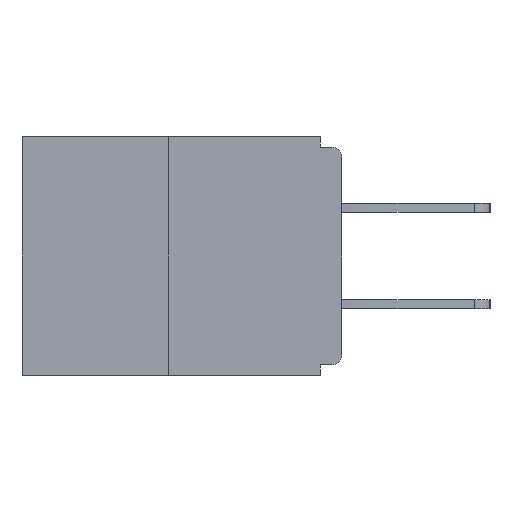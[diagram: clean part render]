
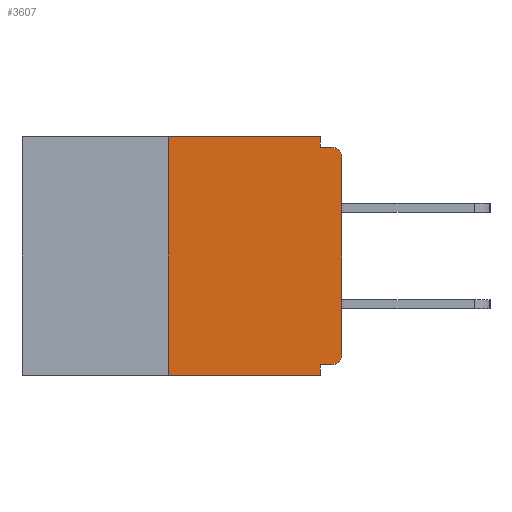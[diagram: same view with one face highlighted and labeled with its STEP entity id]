
A CAD part, left-side view. The second image highlights one B-rep face of the part: STEP entity #3607.
In plain terms, the highlighted planar face has unit normal (-1, 0, 0).
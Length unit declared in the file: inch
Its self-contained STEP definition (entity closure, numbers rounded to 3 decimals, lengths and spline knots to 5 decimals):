
#63 = CARTESIAN_POINT ( 'NONE',  ( 0., 0.031, 0. ) ) ;
#342 = DIRECTION ( 'NONE',  ( 0., 1., 0. ) ) ;
#743 = CARTESIAN_POINT ( 'NONE',  ( 0., 0.25, 0. ) ) ;
#816 = AXIS2_PLACEMENT_3D ( 'NONE', #22031, #13038, #15219 ) ;
#1429 = VECTOR ( 'NONE', #24251, 39.37008 ) ;
#2251 = ORIENTED_EDGE ( 'NONE', *, *, #21675, .F. ) ;
#2269 = CARTESIAN_POINT ( 'NONE',  ( 0., 0., -0.03 ) ) ;
#2352 = EDGE_CURVE ( 'NONE', #27711, #8115, #24897, .T. ) ;
#2548 = EDGE_CURVE ( 'NONE', #25526, #10065, #26740, .T. ) ;
#3607 = ADVANCED_FACE ( 'NONE', ( #27454 ), #22972, .F. ) ;
#3948 = ORIENTED_EDGE ( 'NONE', *, *, #2352, .T. ) ;
#4313 = CARTESIAN_POINT ( 'NONE',  ( 0., 0.015, -0.313 ) ) ;
#4584 = CARTESIAN_POINT ( 'NONE',  ( 0., 0., 0. ) ) ;
#5522 = DIRECTION ( 'NONE',  ( 0., 0., -1. ) ) ;
#5900 = CARTESIAN_POINT ( 'NONE',  ( 0., 0.031, -0.343 ) ) ;
#6195 = VECTOR ( 'NONE', #7795, 39.37008 ) ;
#6358 = EDGE_LOOP ( 'NONE', ( #2251, #20473, #19710, #7551, #27913, #3948, #17222, #21033, #15670, #24584 ) ) ;
#7551 = ORIENTED_EDGE ( 'NONE', *, *, #2548, .F. ) ;
#7795 = DIRECTION ( 'NONE',  ( 0., 0., -1. ) ) ;
#8115 = VERTEX_POINT ( 'NONE', #12027 ) ;
#8139 = CIRCLE ( 'NONE', #816, 0.015 ) ;
#8382 = EDGE_CURVE ( 'NONE', #27136, #14563, #27906, .T. ) ;
#8500 = CARTESIAN_POINT ( 'NONE',  ( 0., 0.031, -0.015 ) ) ;
#8687 = CARTESIAN_POINT ( 'NONE',  ( 0., 0.46, 0. ) ) ;
#9747 = VERTEX_POINT ( 'NONE', #2269 ) ;
#10065 = VERTEX_POINT ( 'NONE', #5900 ) ;
#10307 = LINE ( 'NONE', #4584, #12546 ) ;
#10514 = CARTESIAN_POINT ( 'NONE',  ( 0., 0.031, 0. ) ) ;
#10650 = CARTESIAN_POINT ( 'NONE',  ( 0., 0.031, -0.343 ) ) ;
#10798 = LINE ( 'NONE', #16690, #1429 ) ;
#11035 = VECTOR ( 'NONE', #26480, 39.37008 ) ;
#12027 = CARTESIAN_POINT ( 'NONE',  ( 0., 0., -0.313 ) ) ;
#12546 = VECTOR ( 'NONE', #21281, 39.37008 ) ;
#13038 = DIRECTION ( 'NONE',  ( -1., 0., 0. ) ) ;
#13332 = EDGE_CURVE ( 'NONE', #9747, #19305, #8139, .T. ) ;
#14149 = VECTOR ( 'NONE', #342, 39.37008 ) ;
#14563 = VERTEX_POINT ( 'NONE', #743 ) ;
#14751 = CARTESIAN_POINT ( 'NONE',  ( 0., 0., -0.015 ) ) ;
#14755 = LINE ( 'NONE', #10514, #6195 ) ;
#15219 = DIRECTION ( 'NONE',  ( 0., 0., -1. ) ) ;
#15670 = ORIENTED_EDGE ( 'NONE', *, *, #16478, .F. ) ;
#16004 = EDGE_CURVE ( 'NONE', #8115, #9747, #10307, .T. ) ;
#16475 = CARTESIAN_POINT ( 'NONE',  ( 0., 0.25, 0. ) ) ;
#16478 = EDGE_CURVE ( 'NONE', #21635, #19305, #17778, .T. ) ;
#16690 = CARTESIAN_POINT ( 'NONE',  ( 0., 0.46, 0. ) ) ;
#17037 = VECTOR ( 'NONE', #20971, 39.37008 ) ;
#17222 = ORIENTED_EDGE ( 'NONE', *, *, #16004, .T. ) ;
#17439 = LINE ( 'NONE', #25762, #20029 ) ;
#17468 = AXIS2_PLACEMENT_3D ( 'NONE', #4313, #30603, #30804 ) ;
#17778 = LINE ( 'NONE', #14751, #11035 ) ;
#18353 = DIRECTION ( 'NONE',  ( 0., -1., 0. ) ) ;
#19305 = VERTEX_POINT ( 'NONE', #27243 ) ;
#19334 = CARTESIAN_POINT ( 'NONE',  ( 0., 0., -0.328 ) ) ;
#19710 = ORIENTED_EDGE ( 'NONE', *, *, #22741, .T. ) ;
#19729 = EDGE_CURVE ( 'NONE', #27711, #25526, #26889, .T. ) ;
#20029 = VECTOR ( 'NONE', #18353, 39.37008 ) ;
#20473 = ORIENTED_EDGE ( 'NONE', *, *, #8382, .F. ) ;
#20853 = DIRECTION ( 'NONE',  ( 0., 0., -1. ) ) ;
#20971 = DIRECTION ( 'NONE',  ( 0., 0., 1. ) ) ;
#21033 = ORIENTED_EDGE ( 'NONE', *, *, #13332, .T. ) ;
#21074 = DIRECTION ( 'NONE',  ( 1., 0., 0. ) ) ;
#21281 = DIRECTION ( 'NONE',  ( 0., 0., 1. ) ) ;
#21635 = VERTEX_POINT ( 'NONE', #8500 ) ;
#21675 = EDGE_CURVE ( 'NONE', #14563, #30042, #10798, .T. ) ;
#21872 = VECTOR ( 'NONE', #5522, 39.37008 ) ;
#21903 = CARTESIAN_POINT ( 'NONE',  ( 0., 0.25, -0.343 ) ) ;
#22031 = CARTESIAN_POINT ( 'NONE',  ( 0., 0.015, -0.03 ) ) ;
#22741 = EDGE_CURVE ( 'NONE', #27136, #10065, #17439, .T. ) ;
#22972 = PLANE ( 'NONE',  #27730 ) ;
#24019 = EDGE_CURVE ( 'NONE', #30042, #21635, #14755, .T. ) ;
#24251 = DIRECTION ( 'NONE',  ( 0., -1., 0. ) ) ;
#24584 = ORIENTED_EDGE ( 'NONE', *, *, #24019, .F. ) ;
#24897 = CIRCLE ( 'NONE', #17468, 0.015 ) ;
#25135 = CARTESIAN_POINT ( 'NONE',  ( 0., 0.015, -0.328 ) ) ;
#25526 = VERTEX_POINT ( 'NONE', #30140 ) ;
#25762 = CARTESIAN_POINT ( 'NONE',  ( 0., 0.46, -0.343 ) ) ;
#26480 = DIRECTION ( 'NONE',  ( 0., -1., 0. ) ) ;
#26740 = LINE ( 'NONE', #10650, #21872 ) ;
#26889 = LINE ( 'NONE', #19334, #14149 ) ;
#27136 = VERTEX_POINT ( 'NONE', #21903 ) ;
#27243 = CARTESIAN_POINT ( 'NONE',  ( 0., 0.015, -0.015 ) ) ;
#27454 = FACE_OUTER_BOUND ( 'NONE', #6358, .T. ) ;
#27711 = VERTEX_POINT ( 'NONE', #25135 ) ;
#27730 = AXIS2_PLACEMENT_3D ( 'NONE', #8687, #21074, #20853 ) ;
#27906 = LINE ( 'NONE', #16475, #17037 ) ;
#27913 = ORIENTED_EDGE ( 'NONE', *, *, #19729, .F. ) ;
#30042 = VERTEX_POINT ( 'NONE', #63 ) ;
#30140 = CARTESIAN_POINT ( 'NONE',  ( 0., 0.031, -0.328 ) ) ;
#30603 = DIRECTION ( 'NONE',  ( -1., 0., 0. ) ) ;
#30804 = DIRECTION ( 'NONE',  ( 0., 0., -1. ) ) ;
